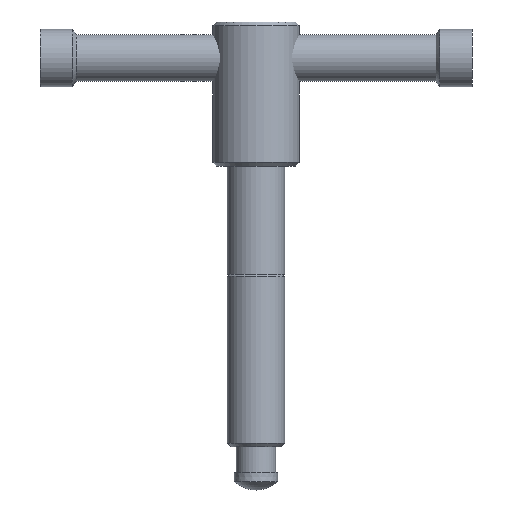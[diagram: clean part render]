
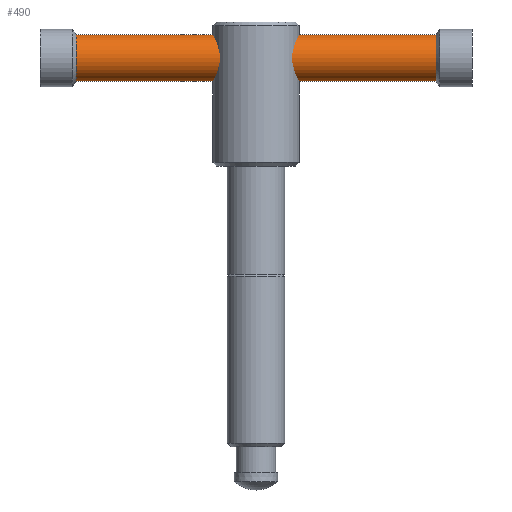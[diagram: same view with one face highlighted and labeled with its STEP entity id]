
A CAD part, front view. The second image highlights one B-rep face of the part: STEP entity #490.
In plain terms, the highlighted cylindrical face has radius 6.5 mm (diameter 13 mm), a partial arc.
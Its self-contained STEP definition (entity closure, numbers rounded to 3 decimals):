
#200=VERTEX_POINT('',#553);
#246=EDGE_CURVE('',#200,#454,#608,.T.);
#338=EDGE_CURVE('',#412,#454,#713,.T.);
#342=EDGE_CURVE('',#200,#482,#717,.T.);
#390=EDGE_CURVE('',#482,#412,#772,.T.);
#412=VERTEX_POINT('',#795);
#454=VERTEX_POINT('',#842);
#482=VERTEX_POINT('',#874);
#490=ADVANCED_FACE('',(#884),#885,.T.);
#553=CARTESIAN_POINT('',(-50.0,0.0,126.5));
#608=CIRCLE('',#1011,6.5);
#713=LINE('',#1145,#1146);
#717=LINE('',#1151,#1152);
#772=CIRCLE('',#1225,6.5);
#795=CARTESIAN_POINT('',(50.0,0.,113.5));
#842=CARTESIAN_POINT('',(-50.0,0.,113.5));
#874=CARTESIAN_POINT('',(50.0,0.0,126.5));
#884=FACE_OUTER_BOUND('',#1367,.T.);
#885=CYLINDRICAL_SURFACE('',#1368,6.5);
#1011=AXIS2_PLACEMENT_3D('',#1515,#1516,#1517);
#1145=CARTESIAN_POINT('',(0.0,0.,113.5));
#1146=VECTOR('',#1650,1.0);
#1151=CARTESIAN_POINT('',(0.0,0.,126.5));
#1152=VECTOR('',#1651,1.0);
#1225=AXIS2_PLACEMENT_3D('',#1722,#1723,#1724);
#1367=EDGE_LOOP('',(#1859,#1860,#1861,#1862));
#1368=AXIS2_PLACEMENT_3D('',#1863,#1864,#1865);
#1515=CARTESIAN_POINT('',(-50.0,0.0,120.0));
#1516=DIRECTION('',(1.0,0.0,-0.0));
#1517=DIRECTION('',(0.0,0.0,1.0));
#1650=DIRECTION('',(-1.0,-0.0,-0.0));
#1651=DIRECTION('',(1.0,0.0,0.0));
#1722=CARTESIAN_POINT('',(50.0,0.0,120.0));
#1723=DIRECTION('',(1.0,0.0,-0.0));
#1724=DIRECTION('',(0.0,0.0,1.0));
#1859=ORIENTED_EDGE('',*,*,#342,.F.);
#1860=ORIENTED_EDGE('',*,*,#246,.T.);
#1861=ORIENTED_EDGE('',*,*,#338,.F.);
#1862=ORIENTED_EDGE('',*,*,#390,.F.);
#1863=CARTESIAN_POINT('',(0.0,0.0,120.0));
#1864=DIRECTION('',(-1.0,-0.0,0.0));
#1865=DIRECTION('',(0.0,0.0,1.0));
